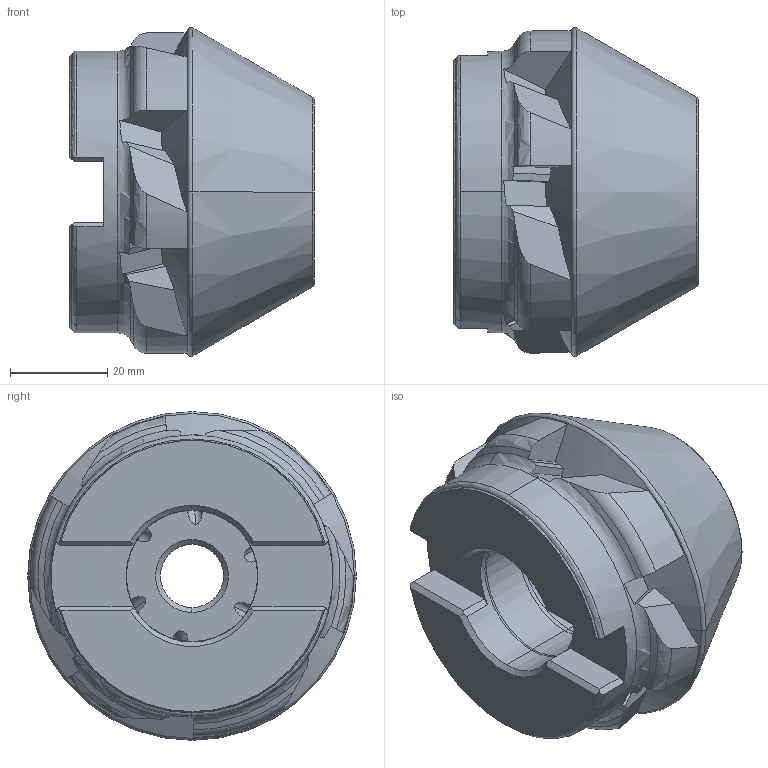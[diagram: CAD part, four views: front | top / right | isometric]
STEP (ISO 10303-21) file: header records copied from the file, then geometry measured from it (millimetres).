
FILE_DESCRIPTION (( 'STEP AP214' ), '1' );
FILE_NAME ('ASF-39_60_25.STEP', '2016-06-03T11:42:16', ( '' ), ( '' ), 'SwSTEP 2.0', 'SolidWorks 2016', '' );
FILE_SCHEMA (( 'AUTOMOTIVE_DESIGN' ));
Length unit declared in the file: millimetre
Products named in the file (1): ASF-39_60_25
Bounding box: 50.37 x 67.66 x 67.66 mm (x, y, z)
Volume: 103287.9 mm3; surface area: 18439.9 mm2
Topology: 1 solids, 1 shells, 170 faces, 470 edges, 302 vertices
Faces by surface type: plane 76, cone 36, cylinder 30, torus 28
Entity records: 6431 total; most frequent: CARTESIAN_POINT 2105, ORIENTED_EDGE 940, DIRECTION 719, EDGE_CURVE 470, VERTEX_POINT 302, AXIS2_PLACEMENT_3D 293, B_SPLINE_CURVE_WITH_KNOTS 184, EDGE_LOOP 172
